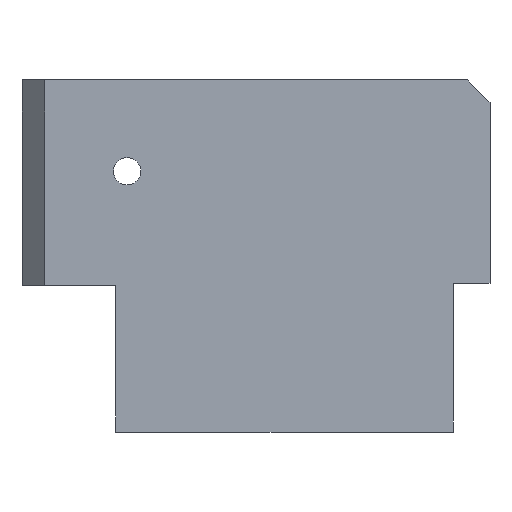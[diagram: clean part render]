
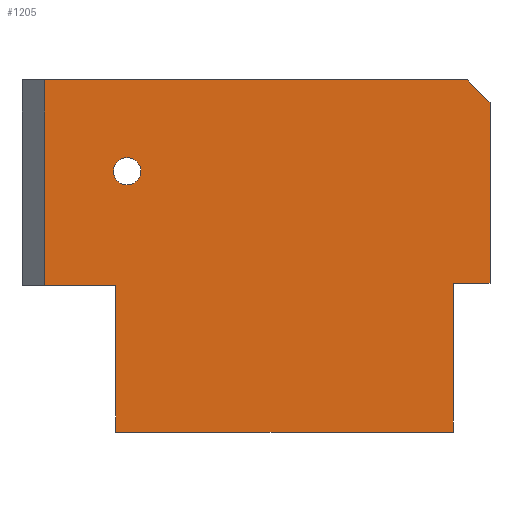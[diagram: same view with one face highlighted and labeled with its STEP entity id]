
A CAD part, left-side view. The second image highlights one B-rep face of the part: STEP entity #1205.
In plain terms, the highlighted planar face has unit normal (-1, 0, 0).
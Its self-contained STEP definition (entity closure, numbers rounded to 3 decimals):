
#68 = EDGE_LOOP ( 'NONE', ( #1108, #1417 ) ) ;
#77 = CARTESIAN_POINT ( 'NONE',  ( 0., -0.2, -25.85 ) ) ;
#82 = CARTESIAN_POINT ( 'NONE',  ( 0., -29.8, -13. ) ) ;
#105 = CARTESIAN_POINT ( 'NONE',  ( 0., -1.21, -3. ) ) ;
#123 = VERTEX_POINT ( 'NONE', #1155 ) ;
#142 = VERTEX_POINT ( 'NONE', #612 ) ;
#217 = VECTOR ( 'NONE', #376, 1000. ) ;
#224 = DIRECTION ( 'NONE',  ( 0., 0.707, 0.707 ) ) ;
#234 = DIRECTION ( 'NONE',  ( 1., 0., 0. ) ) ;
#240 = CARTESIAN_POINT ( 'NONE',  ( 0., 6., -13. ) ) ;
#308 = CARTESIAN_POINT ( 'NONE',  ( 0., -1.21, -4.2 ) ) ;
#315 = LINE ( 'NONE', #814, #562 ) ;
#353 = CARTESIAN_POINT ( 'NONE',  ( 0., -0.2, -13. ) ) ;
#355 = CARTESIAN_POINT ( 'NONE',  ( 0., -33., 3. ) ) ;
#374 = EDGE_CURVE ( 'NONE', #968, #1390, #826, .T. ) ;
#376 = DIRECTION ( 'NONE',  ( 0., 0., 1. ) ) ;
#401 = DIRECTION ( 'NONE',  ( 0., 0., -1. ) ) ;
#420 = ORIENTED_EDGE ( 'NONE', *, *, #1241, .F. ) ;
#438 = DIRECTION ( 'NONE',  ( 0., 0., -1. ) ) ;
#467 = CARTESIAN_POINT ( 'NONE',  ( 0., -0.2, -13. ) ) ;
#476 = EDGE_CURVE ( 'NONE', #1456, #123, #744, .T. ) ;
#532 = ORIENTED_EDGE ( 'NONE', *, *, #656, .T. ) ;
#551 = CIRCLE ( 'NONE', #1001, 1.2 ) ;
#562 = VECTOR ( 'NONE', #806, 1000. ) ;
#612 = CARTESIAN_POINT ( 'NONE',  ( 0., -31., 5. ) ) ;
#619 = DIRECTION ( 'NONE',  ( 0., 1., 0. ) ) ;
#623 = LINE ( 'NONE', #1384, #1510 ) ;
#627 = EDGE_CURVE ( 'NONE', #1301, #953, #740, .T. ) ;
#645 = DIRECTION ( 'NONE',  ( 1., 0., 0. ) ) ;
#654 = LINE ( 'NONE', #1342, #954 ) ;
#656 = EDGE_CURVE ( 'NONE', #1369, #142, #623, .T. ) ;
#682 = DIRECTION ( 'NONE',  ( 0., -1., 0. ) ) ;
#703 = EDGE_CURVE ( 'NONE', #756, #953, #966, .T. ) ;
#740 = LINE ( 'NONE', #353, #217 ) ;
#744 = LINE ( 'NONE', #82, #1324 ) ;
#756 = VERTEX_POINT ( 'NONE', #240 ) ;
#764 = DIRECTION ( 'NONE',  ( 0., -1., 0. ) ) ;
#766 = DIRECTION ( 'NONE',  ( 0., 0., -1. ) ) ;
#777 = VERTEX_POINT ( 'NONE', #1542 ) ;
#789 = CARTESIAN_POINT ( 'NONE',  ( 0., 8., -13. ) ) ;
#803 = CARTESIAN_POINT ( 'NONE',  ( 0., -1.21, -3. ) ) ;
#806 = DIRECTION ( 'NONE',  ( 0., 0., -1. ) ) ;
#814 = CARTESIAN_POINT ( 'NONE',  ( 0., 6., 0. ) ) ;
#826 = CIRCLE ( 'NONE', #877, 1.2 ) ;
#871 = CARTESIAN_POINT ( 'NONE',  ( 0., -30., -25.85 ) ) ;
#877 = AXIS2_PLACEMENT_3D ( 'NONE', #803, #1082, #438 ) ;
#900 = VECTOR ( 'NONE', #619, 1000. ) ;
#919 = PLANE ( 'NONE',  #1445 ) ;
#953 = VERTEX_POINT ( 'NONE', #467 ) ;
#954 = VECTOR ( 'NONE', #682, 1000. ) ;
#965 = VERTEX_POINT ( 'NONE', #1499 ) ;
#966 = LINE ( 'NONE', #789, #1129 ) ;
#968 = VERTEX_POINT ( 'NONE', #1388 ) ;
#977 = DIRECTION ( 'NONE',  ( 0., 0., -1. ) ) ;
#978 = EDGE_CURVE ( 'NONE', #777, #1456, #1261, .T. ) ;
#989 = EDGE_CURVE ( 'NONE', #1390, #968, #551, .T. ) ;
#1001 = AXIS2_PLACEMENT_3D ( 'NONE', #105, #234, #1273 ) ;
#1039 = FACE_BOUND ( 'NONE', #68, .T. ) ;
#1082 = DIRECTION ( 'NONE',  ( 1., 0., 0. ) ) ;
#1098 = LINE ( 'NONE', #871, #1239 ) ;
#1108 = ORIENTED_EDGE ( 'NONE', *, *, #989, .T. ) ;
#1126 = ORIENTED_EDGE ( 'NONE', *, *, #627, .F. ) ;
#1129 = VECTOR ( 'NONE', #764, 1000. ) ;
#1148 = ORIENTED_EDGE ( 'NONE', *, *, #1458, .T. ) ;
#1155 = CARTESIAN_POINT ( 'NONE',  ( 0., -29.8, -25.85 ) ) ;
#1161 = CARTESIAN_POINT ( 'NONE',  ( 0., -33., 1. ) ) ;
#1205 = ADVANCED_FACE ( 'NONE', ( #1039, #1380 ), #919, .F. ) ;
#1239 = VECTOR ( 'NONE', #1366, 1000. ) ;
#1241 = EDGE_CURVE ( 'NONE', #1369, #777, #1327, .T. ) ;
#1249 = ORIENTED_EDGE ( 'NONE', *, *, #1430, .F. ) ;
#1261 = LINE ( 'NONE', #1643, #900 ) ;
#1273 = DIRECTION ( 'NONE',  ( 0., 0., -1. ) ) ;
#1300 = ORIENTED_EDGE ( 'NONE', *, *, #476, .F. ) ;
#1301 = VERTEX_POINT ( 'NONE', #77 ) ;
#1306 = EDGE_CURVE ( 'NONE', #1301, #123, #1098, .T. ) ;
#1308 = CARTESIAN_POINT ( 'NONE',  ( 0., 8., 0. ) ) ;
#1324 = VECTOR ( 'NONE', #977, 1000. ) ;
#1327 = LINE ( 'NONE', #1161, #1520 ) ;
#1331 = CARTESIAN_POINT ( 'NONE',  ( 0., -29.8, -12.8 ) ) ;
#1342 = CARTESIAN_POINT ( 'NONE',  ( 0., 0., 5. ) ) ;
#1366 = DIRECTION ( 'NONE',  ( 0., -1., 0. ) ) ;
#1369 = VERTEX_POINT ( 'NONE', #355 ) ;
#1380 = FACE_OUTER_BOUND ( 'NONE', #1649, .T. ) ;
#1384 = CARTESIAN_POINT ( 'NONE',  ( 0., -33., 3. ) ) ;
#1388 = CARTESIAN_POINT ( 'NONE',  ( 0., -1.21, -1.8 ) ) ;
#1390 = VERTEX_POINT ( 'NONE', #308 ) ;
#1417 = ORIENTED_EDGE ( 'NONE', *, *, #374, .T. ) ;
#1430 = EDGE_CURVE ( 'NONE', #965, #142, #654, .T. ) ;
#1445 = AXIS2_PLACEMENT_3D ( 'NONE', #1308, #645, #766 ) ;
#1456 = VERTEX_POINT ( 'NONE', #1331 ) ;
#1458 = EDGE_CURVE ( 'NONE', #965, #756, #315, .T. ) ;
#1499 = CARTESIAN_POINT ( 'NONE',  ( 0., 6., 5. ) ) ;
#1510 = VECTOR ( 'NONE', #224, 1000. ) ;
#1520 = VECTOR ( 'NONE', #401, 1000. ) ;
#1542 = CARTESIAN_POINT ( 'NONE',  ( 0., -33., -12.8 ) ) ;
#1613 = ORIENTED_EDGE ( 'NONE', *, *, #978, .F. ) ;
#1622 = ORIENTED_EDGE ( 'NONE', *, *, #703, .T. ) ;
#1625 = ORIENTED_EDGE ( 'NONE', *, *, #1306, .T. ) ;
#1643 = CARTESIAN_POINT ( 'NONE',  ( 0., -33., -12.8 ) ) ;
#1649 = EDGE_LOOP ( 'NONE', ( #1249, #1148, #1622, #1126, #1625, #1300, #1613, #420, #532 ) ) ;
